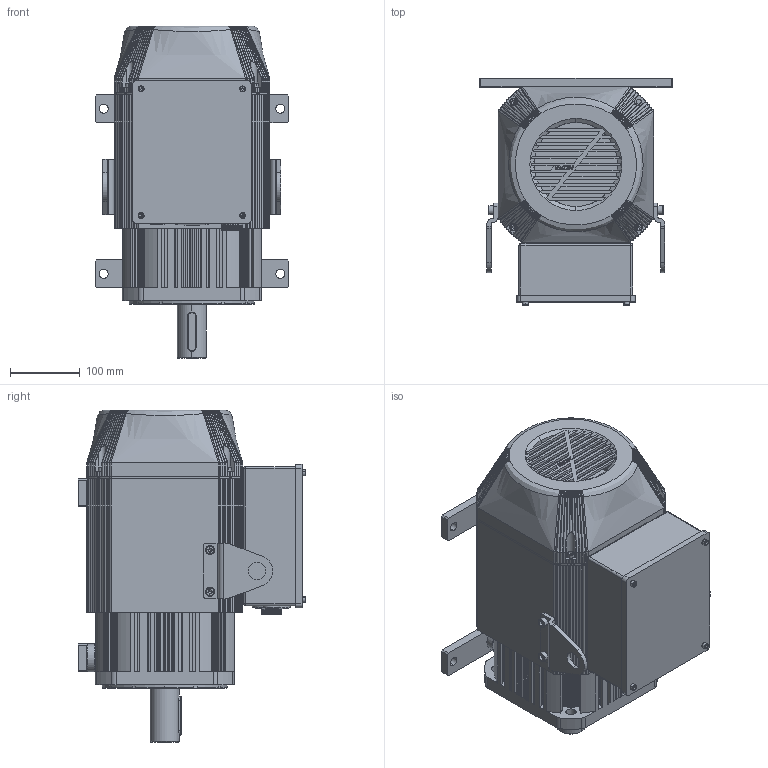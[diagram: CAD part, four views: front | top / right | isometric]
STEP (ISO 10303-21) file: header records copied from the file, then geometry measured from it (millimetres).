
FILE_DESCRIPTION (( 'STEP AP203' ), '1' );
FILE_NAME ('10002030101-0032-SV-X7VMM20-15D15CH-DN0F-0BH-4僇俋倛芞.STEP', '2025-10-29T02:23:54', ( '' ), ( '' ), 'SwSTEP 2.0', 'SolidWorks 2021', '' );
FILE_SCHEMA (( 'CONFIG_CONTROL_DESIGN' ));
Products named in the file (1): 10002030101-0032-SV-X7VMM20-15D15CH-DN0F-0BH-4僇俋倛芞
Bounding box: 278 x 326.5 x 477.5 mm (x, y, z)
Volume: 16502257.8 mm3; surface area: 1051156.5 mm2
Topology: 11 solids, 44 shells, 3575 faces, 9796 edges, 6245 vertices
Faces by surface type: plane 1428, cylinder 1191, bspline 374, cone 263, torus 215, sphere 104
Entity records: 149597 total; most frequent: CARTESIAN_POINT 61411, ORIENTED_EDGE 19116, DIRECTION 17698, EDGE_CURVE 9558, AXIS2_PLACEMENT_3D 6491, VERTEX_POINT 6190, LINE 4716, VECTOR 4716
